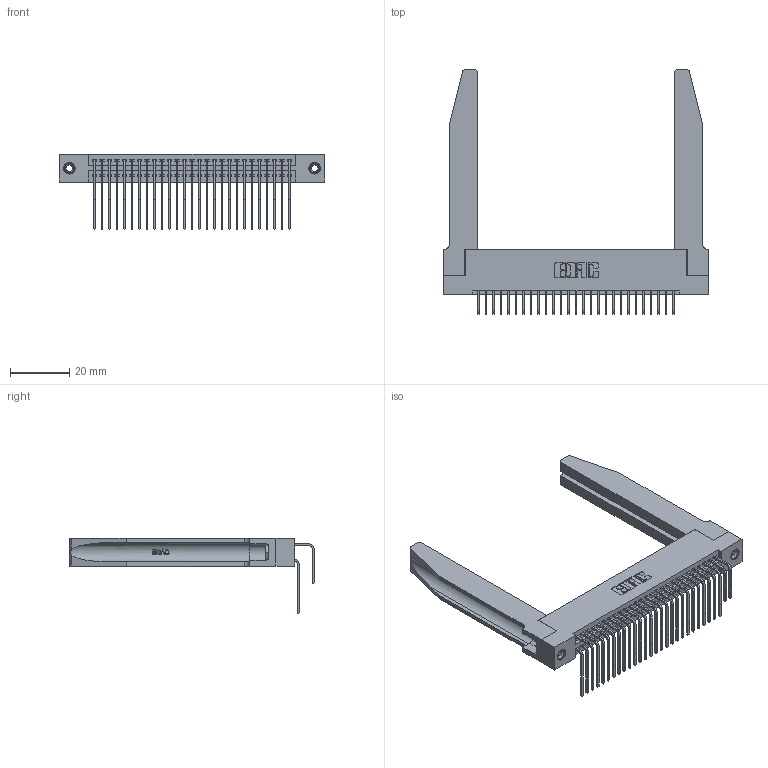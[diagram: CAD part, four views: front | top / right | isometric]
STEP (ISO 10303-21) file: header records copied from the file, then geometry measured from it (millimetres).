
FILE_DESCRIPTION (( 'STEP AP203' ), '1' );
FILE_NAME ('345-054-558-278.STEP', '2019-10-29T20:00:18', ( '' ), ( '' ), 'SwSTEP 2.0', 'SolidWorks 2016', '' );
FILE_SCHEMA (( 'CONFIG_CONTROL_DESIGN' ));
Length unit declared in the file: inch
Products named in the file (6): 345 Part_Flush Mounting Lugs - 0.156 Dia-TH; 345-292-001_558 Tail - 2; 345-292-001_558 559 Tail - 1; 345-054-558-278; 345-220-078_345-220-078; 345-250-001_345-250-001-102
Assembly tree (59 placements, depth 2):
  345-054-558-278
    345 Part_Flush Mounting Lugs - 0.156 Dia-TH
    345-292-001_558 559 Tail - 1  x27
    345-292-001_558 Tail - 2  x27
    345-250-001_345-250-001-102  x2
    345-220-078_345-220-078  x2
Bounding box: 89.81 x 82.79 x 25.53 mm (x, y, z)
Volume: 16667.4 mm3; surface area: 21163.9 mm2
Topology: 59 solids, 59 shells, 3168 faces, 9319 edges, 6130 vertices
Faces by surface type: plane 2112, cylinder 1004, bspline 36, cone 12, torus 4
Entity records: 29596 total; most frequent: CARTESIAN_POINT 5938, ORIENTED_EDGE 4718, DIRECTION 4221, EDGE_CURVE 2359, LINE 1985, VECTOR 1985, VERTEX_POINT 1564, AXIS2_PLACEMENT_3D 1118
